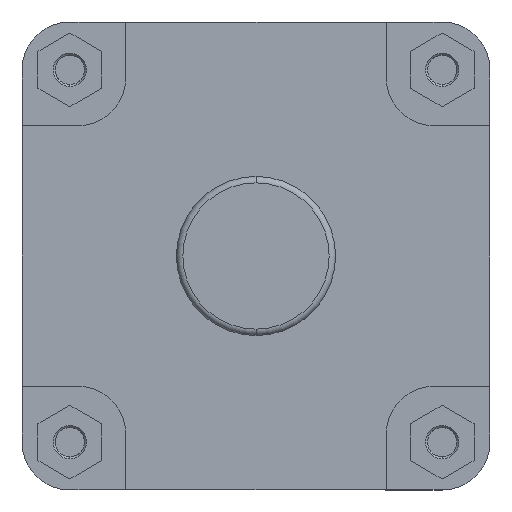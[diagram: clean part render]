
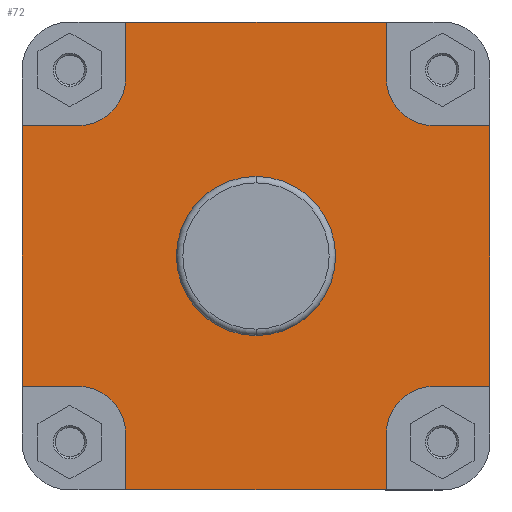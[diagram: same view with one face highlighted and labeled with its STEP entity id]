
A CAD part, left-side view. The second image highlights one B-rep face of the part: STEP entity #72.
In plain terms, the highlighted planar face has unit normal (-1, 0, 0).
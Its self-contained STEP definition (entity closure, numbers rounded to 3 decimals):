
#72 = ADVANCED_FACE ( 'NONE', ( #1371, #1375 ), #2877, .F. ) ;
#1038 = EDGE_CURVE ( 'NONE', #2347, #2381, #1712, .T. ) ;
#1102 = EDGE_LOOP ( 'NONE', ( #6856, #6850 ) ) ;
#1103 = EDGE_LOOP ( 'NONE', ( #6851, #6852, #6847, #6848, #6846, #6849, #6828, #6879, #6860, #6861, #6833, #6859, #6858, #6829, #6864, #6876 ) ) ;
#1371 = FACE_BOUND ( 'NONE', #1102, .T. ) ;
#1375 = FACE_OUTER_BOUND ( 'NONE', #1103, .T. ) ;
#1712 = LINE ( 'NONE', #4358, #1719 ) ;
#1719 = VECTOR ( 'NONE', #4361, 1000. ) ;
#1763 = LINE ( 'NONE', #4550, #1769 ) ;
#1769 = VECTOR ( 'NONE', #4556, 1000. ) ;
#1773 = LINE ( 'NONE', #4557, #1777 ) ;
#1777 = VECTOR ( 'NONE', #4560, 1000. ) ;
#1778 = LINE ( 'NONE', #4562, #1779 ) ;
#1779 = VECTOR ( 'NONE', #4563, 1000. ) ;
#1800 = CIRCLE ( 'NONE', #3891, 22.5 ) ;
#1805 = CIRCLE ( 'NONE', #3895, 37.4 ) ;
#1901 = LINE ( 'NONE', #4861, #1902 ) ;
#1902 = VECTOR ( 'NONE', #4862, 1000. ) ;
#1968 = LINE ( 'NONE', #4948, #1969 ) ;
#1969 = VECTOR ( 'NONE', #4949, 1000. ) ;
#2206 = VERTEX_POINT ( 'NONE', #4538 ) ;
#2208 = VERTEX_POINT ( 'NONE', #4542 ) ;
#2211 = VERTEX_POINT ( 'NONE', #4544 ) ;
#2214 = EDGE_CURVE ( 'NONE', #2307, #2299, #1763, .T. ) ;
#2217 = EDGE_CURVE ( 'NONE', #2206, #2270, #1773, .T. ) ;
#2219 = EDGE_CURVE ( 'NONE', #2211, #2240, #1778, .T. ) ;
#2239 = VERTEX_POINT ( 'NONE', #4589 ) ;
#2240 = VERTEX_POINT ( 'NONE', #4590 ) ;
#2253 = EDGE_CURVE ( 'NONE', #2324, #2306, #1800, .T. ) ;
#2262 = EDGE_CURVE ( 'NONE', #2239, #2360, #1805, .T. ) ;
#2270 = VERTEX_POINT ( 'NONE', #4644 ) ;
#2299 = VERTEX_POINT ( 'NONE', #4688 ) ;
#2306 = VERTEX_POINT ( 'NONE', #4696 ) ;
#2307 = VERTEX_POINT ( 'NONE', #4699 ) ;
#2311 = VERTEX_POINT ( 'NONE', #4711 ) ;
#2324 = VERTEX_POINT ( 'NONE', #4726 ) ;
#2336 = VERTEX_POINT ( 'NONE', #4750 ) ;
#2347 = VERTEX_POINT ( 'NONE', #4762 ) ;
#2360 = VERTEX_POINT ( 'NONE', #4787 ) ;
#2374 = VERTEX_POINT ( 'NONE', #4803 ) ;
#2381 = VERTEX_POINT ( 'NONE', #4822 ) ;
#2390 = VERTEX_POINT ( 'NONE', #4835 ) ;
#2396 = VERTEX_POINT ( 'NONE', #4840 ) ;
#2406 = EDGE_CURVE ( 'NONE', #2374, #2240, #1901, .T. ) ;
#2483 = EDGE_CURVE ( 'NONE', #2374, #2324, #1968, .T. ) ;
#2733 = EDGE_CURVE ( 'NONE', #2360, #2239, #5733, .T. ) ;
#2817 = EDGE_CURVE ( 'NONE', #2306, #2381, #5797, .T. ) ;
#2876 = EDGE_CURVE ( 'NONE', #2347, #2311, #5841, .T. ) ;
#2875 = CARTESIAN_POINT ( 'NONE',  ( 65., 37.4, 0. ) ) ;
#2877 = PLANE ( 'NONE',  #3438 ) ;
#2878 = EDGE_CURVE ( 'NONE', #2311, #2336, #5845, .T. ) ;
#2880 = DIRECTION ( 'NONE',  ( 1., 0., 0. ) ) ;
#2881 = DIRECTION ( 'NONE',  ( 0., 0., -1. ) ) ;
#2955 = EDGE_CURVE ( 'NONE', #2336, #2396, #5893, .T. ) ;
#2956 = EDGE_CURVE ( 'NONE', #2390, #2208, #5903, .T. ) ;
#2961 = EDGE_CURVE ( 'NONE', #2299, #2206, #5908, .T. ) ;
#2963 = EDGE_CURVE ( 'NONE', #2208, #2211, #5910, .T. ) ;
#2966 = EDGE_CURVE ( 'NONE', #2270, #2390, #5909, .T. ) ;
#2968 = EDGE_CURVE ( 'NONE', #2396, #2307, #5911, .T. ) ;
#3438 = AXIS2_PLACEMENT_3D ( 'NONE', #2875, #2880, #2881 ) ;
#3891 = AXIS2_PLACEMENT_3D ( 'NONE', #4617, #4618, #4619 ) ;
#3895 = AXIS2_PLACEMENT_3D ( 'NONE', #4634, #4635, #4636 ) ;
#4035 = AXIS2_PLACEMENT_3D ( 'NONE', #5216, #5220, #5221 ) ;
#4080 = AXIS2_PLACEMENT_3D ( 'NONE', #5377, #5382, #5383 ) ;
#4110 = AXIS2_PLACEMENT_3D ( 'NONE', #5480, #5481, #5482 ) ;
#4127 = AXIS2_PLACEMENT_3D ( 'NONE', #5465, #5478, #5479 ) ;
#4358 = CARTESIAN_POINT ( 'NONE',  ( 65., -242.141, -110. ) ) ;
#4361 = DIRECTION ( 'NONE',  ( 0., -1., 0. ) ) ;
#4538 = CARTESIAN_POINT ( 'NONE',  ( 65., 61.25, 83.75 ) ) ;
#4542 = CARTESIAN_POINT ( 'NONE',  ( 65., -61.25, 83.75 ) ) ;
#4544 = CARTESIAN_POINT ( 'NONE',  ( 65., -83.75, 61.25 ) ) ;
#4550 = CARTESIAN_POINT ( 'NONE',  ( 65., 110., 61.25 ) ) ;
#4556 = DIRECTION ( 'NONE',  ( 0., -1., 0. ) ) ;
#4557 = CARTESIAN_POINT ( 'NONE',  ( 65., 61.25, 83.75 ) ) ;
#4560 = DIRECTION ( 'NONE',  ( 0., 0., 1. ) ) ;
#4562 = CARTESIAN_POINT ( 'NONE',  ( 65., -83.75, 61.25 ) ) ;
#4563 = DIRECTION ( 'NONE',  ( 0., -1., 0. ) ) ;
#4589 = CARTESIAN_POINT ( 'NONE',  ( 65., 0., -37.4 ) ) ;
#4590 = CARTESIAN_POINT ( 'NONE',  ( 65., -110., 61.25 ) ) ;
#4617 = CARTESIAN_POINT ( 'NONE',  ( 65., -83.75, -83.75 ) ) ;
#4618 = DIRECTION ( 'NONE',  ( -1., 0., 0. ) ) ;
#4619 = DIRECTION ( 'NONE',  ( 0., 0., -1. ) ) ;
#4634 = CARTESIAN_POINT ( 'NONE',  ( 65., 0., 0. ) ) ;
#4635 = DIRECTION ( 'NONE',  ( -1., 0., 0. ) ) ;
#4636 = DIRECTION ( 'NONE',  ( 0., 0., 1. ) ) ;
#4644 = CARTESIAN_POINT ( 'NONE',  ( 65., 61.25, 110. ) ) ;
#4688 = CARTESIAN_POINT ( 'NONE',  ( 65., 83.75, 61.25 ) ) ;
#4696 = CARTESIAN_POINT ( 'NONE',  ( 65., -61.25, -83.75 ) ) ;
#4699 = CARTESIAN_POINT ( 'NONE',  ( 65., 110., 61.25 ) ) ;
#4711 = CARTESIAN_POINT ( 'NONE',  ( 65., 61.25, -83.75 ) ) ;
#4726 = CARTESIAN_POINT ( 'NONE',  ( 65., -83.75, -61.25 ) ) ;
#4750 = CARTESIAN_POINT ( 'NONE',  ( 65., 83.75, -61.25 ) ) ;
#4762 = CARTESIAN_POINT ( 'NONE',  ( 65., 61.25, -110. ) ) ;
#4787 = CARTESIAN_POINT ( 'NONE',  ( 65., 0., 37.4 ) ) ;
#4803 = CARTESIAN_POINT ( 'NONE',  ( 65., -110., -61.25 ) ) ;
#4822 = CARTESIAN_POINT ( 'NONE',  ( 65., -61.25, -110. ) ) ;
#4835 = CARTESIAN_POINT ( 'NONE',  ( 65., -61.25, 110. ) ) ;
#4840 = CARTESIAN_POINT ( 'NONE',  ( 65., 110., -61.25 ) ) ;
#4861 = CARTESIAN_POINT ( 'NONE',  ( 65., -110., 0. ) ) ;
#4862 = DIRECTION ( 'NONE',  ( 0., 0., 1. ) ) ;
#4948 = CARTESIAN_POINT ( 'NONE',  ( 65., -110., -61.25 ) ) ;
#4949 = DIRECTION ( 'NONE',  ( 0., 1., 0. ) ) ;
#5216 = CARTESIAN_POINT ( 'NONE',  ( 65., 0., 0. ) ) ;
#5220 = DIRECTION ( 'NONE',  ( -1., 0., 0. ) ) ;
#5221 = DIRECTION ( 'NONE',  ( 0., 0., 1. ) ) ;
#5286 = CARTESIAN_POINT ( 'NONE',  ( 65., -61.25, -83.75 ) ) ;
#5308 = DIRECTION ( 'NONE',  ( 0., 0., -1. ) ) ;
#5377 = CARTESIAN_POINT ( 'NONE',  ( 65., 83.75, -83.75 ) ) ;
#5379 = CARTESIAN_POINT ( 'NONE',  ( 65., 61.25, -110. ) ) ;
#5380 = DIRECTION ( 'NONE',  ( 0., 0., 1. ) ) ;
#5382 = DIRECTION ( 'NONE',  ( -1., 0., 0. ) ) ;
#5383 = DIRECTION ( 'NONE',  ( 0., 0., -1. ) ) ;
#5465 = CARTESIAN_POINT ( 'NONE',  ( 65., 83.75, 83.75 ) ) ;
#5471 = CARTESIAN_POINT ( 'NONE',  ( 65., 83.75, -61.25 ) ) ;
#5472 = DIRECTION ( 'NONE',  ( 0., 1., 0. ) ) ;
#5473 = CARTESIAN_POINT ( 'NONE',  ( 65., -61.25, 110. ) ) ;
#5474 = DIRECTION ( 'NONE',  ( 0., 0., -1. ) ) ;
#5477 = CARTESIAN_POINT ( 'NONE',  ( 65., -242.141, 110. ) ) ;
#5478 = DIRECTION ( 'NONE',  ( -1., 0., 0. ) ) ;
#5479 = DIRECTION ( 'NONE',  ( 0., 0., -1. ) ) ;
#5480 = CARTESIAN_POINT ( 'NONE',  ( 65., -83.75, 83.75 ) ) ;
#5481 = DIRECTION ( 'NONE',  ( -1., 0., 0. ) ) ;
#5482 = DIRECTION ( 'NONE',  ( 0., 0., -1. ) ) ;
#5484 = DIRECTION ( 'NONE',  ( 0., -1., 0. ) ) ;
#5485 = CARTESIAN_POINT ( 'NONE',  ( 65., 110., 0. ) ) ;
#5486 = DIRECTION ( 'NONE',  ( 0., 0., 1. ) ) ;
#5733 = CIRCLE ( 'NONE', #4035, 37.4 ) ;
#5797 = LINE ( 'NONE', #5286, #5799 ) ;
#5799 = VECTOR ( 'NONE', #5308, 1000. ) ;
#5841 = LINE ( 'NONE', #5379, #5842 ) ;
#5842 = VECTOR ( 'NONE', #5380, 1000. ) ;
#5845 = CIRCLE ( 'NONE', #4080, 22.5 ) ;
#5893 = LINE ( 'NONE', #5471, #5899 ) ;
#5899 = VECTOR ( 'NONE', #5472, 1000. ) ;
#5903 = LINE ( 'NONE', #5473, #5904 ) ;
#5904 = VECTOR ( 'NONE', #5474, 1000. ) ;
#5907 = VECTOR ( 'NONE', #5484, 1000. ) ;
#5908 = CIRCLE ( 'NONE', #4127, 22.5 ) ;
#5909 = LINE ( 'NONE', #5477, #5907 ) ;
#5910 = CIRCLE ( 'NONE', #4110, 22.5 ) ;
#5911 = LINE ( 'NONE', #5485, #5912 ) ;
#5912 = VECTOR ( 'NONE', #5486, 1000. ) ;
#6828 = ORIENTED_EDGE ( 'NONE', *, *, #2963, .F. ) ;
#6829 = ORIENTED_EDGE ( 'NONE', *, *, #2955, .F. ) ;
#6833 = ORIENTED_EDGE ( 'NONE', *, *, #2961, .F. ) ;
#6846 = ORIENTED_EDGE ( 'NONE', *, *, #2406, .T. ) ;
#6847 = ORIENTED_EDGE ( 'NONE', *, *, #2253, .F. ) ;
#6848 = ORIENTED_EDGE ( 'NONE', *, *, #2483, .F. ) ;
#6849 = ORIENTED_EDGE ( 'NONE', *, *, #2219, .F. ) ;
#6850 = ORIENTED_EDGE ( 'NONE', *, *, #2262, .F. ) ;
#6851 = ORIENTED_EDGE ( 'NONE', *, *, #1038, .T. ) ;
#6852 = ORIENTED_EDGE ( 'NONE', *, *, #2817, .F. ) ;
#6856 = ORIENTED_EDGE ( 'NONE', *, *, #2733, .F. ) ;
#6858 = ORIENTED_EDGE ( 'NONE', *, *, #2968, .F. ) ;
#6859 = ORIENTED_EDGE ( 'NONE', *, *, #2214, .F. ) ;
#6860 = ORIENTED_EDGE ( 'NONE', *, *, #2966, .F. ) ;
#6861 = ORIENTED_EDGE ( 'NONE', *, *, #2217, .F. ) ;
#6864 = ORIENTED_EDGE ( 'NONE', *, *, #2878, .F. ) ;
#6876 = ORIENTED_EDGE ( 'NONE', *, *, #2876, .F. ) ;
#6879 = ORIENTED_EDGE ( 'NONE', *, *, #2956, .F. ) ;
